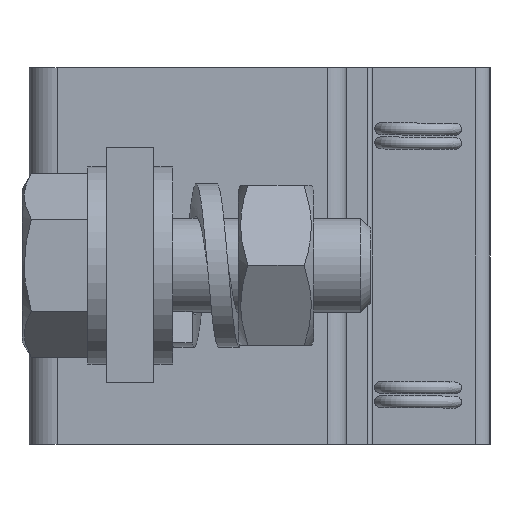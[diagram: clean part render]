
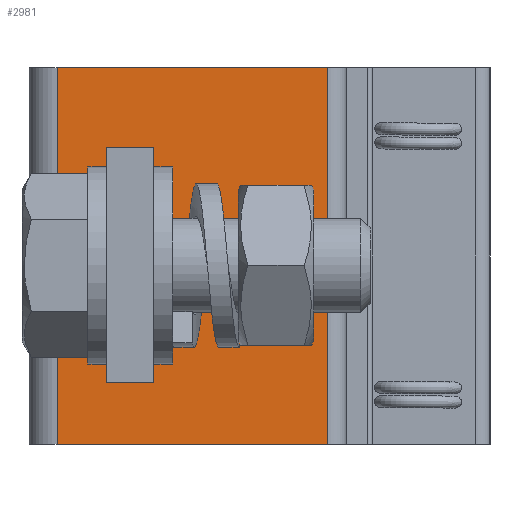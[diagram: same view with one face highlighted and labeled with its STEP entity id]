
A CAD part, left-side view. The second image highlights one B-rep face of the part: STEP entity #2981.
In plain terms, the highlighted planar face has unit normal (-1, 0, 0).
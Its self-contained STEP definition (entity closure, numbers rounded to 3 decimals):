
#210=LINE('',#4322,#381);
#211=LINE('',#4324,#382);
#212=LINE('',#4327,#383);
#213=LINE('',#4328,#384);
#214=LINE('',#4329,#385);
#215=LINE('',#4332,#386);
#216=LINE('',#4334,#387);
#217=LINE('',#4336,#388);
#381=VECTOR('',#3465,1000.);
#382=VECTOR('',#3468,1000.);
#383=VECTOR('',#3469,1000.);
#384=VECTOR('',#3470,1000.);
#385=VECTOR('',#3471,1000.);
#386=VECTOR('',#3472,1000.);
#387=VECTOR('',#3473,1000.);
#388=VECTOR('',#3474,1000.);
#707=ORIENTED_EDGE('',*,*,#1198,.T.);
#708=ORIENTED_EDGE('',*,*,#1199,.T.);
#709=ORIENTED_EDGE('',*,*,#1197,.F.);
#710=ORIENTED_EDGE('',*,*,#1200,.F.);
#711=ORIENTED_EDGE('',*,*,#1201,.F.);
#712=ORIENTED_EDGE('',*,*,#1202,.T.);
#713=ORIENTED_EDGE('',*,*,#1203,.T.);
#714=ORIENTED_EDGE('',*,*,#1204,.T.);
#1197=EDGE_CURVE('',#1458,#1457,#210,.T.);
#1198=EDGE_CURVE('',#1459,#1460,#211,.T.);
#1199=EDGE_CURVE('',#1460,#1457,#212,.T.);
#1200=EDGE_CURVE('',#1459,#1458,#213,.T.);
#1201=EDGE_CURVE('',#1461,#1462,#214,.T.);
#1202=EDGE_CURVE('',#1461,#1463,#215,.T.);
#1203=EDGE_CURVE('',#1463,#1464,#216,.T.);
#1204=EDGE_CURVE('',#1464,#1462,#217,.T.);
#1457=VERTEX_POINT('',#4319);
#1458=VERTEX_POINT('',#4321);
#1459=VERTEX_POINT('',#4325);
#1460=VERTEX_POINT('',#4326);
#1461=VERTEX_POINT('',#4330);
#1462=VERTEX_POINT('',#4331);
#1463=VERTEX_POINT('',#4333);
#1464=VERTEX_POINT('',#4335);
#1693=EDGE_LOOP('',(#707,#708,#709,#710));
#1694=EDGE_LOOP('',(#711,#712,#713,#714));
#1866=FACE_BOUND('',#1693,.T.);
#1867=FACE_BOUND('',#1694,.T.);
#2005=PLANE('',#3134);
#2981=ADVANCED_FACE('',(#1866,#1867),#2005,.F.);
#3134=AXIS2_PLACEMENT_3D('',#4323,#3466,#3467);
#3465=DIRECTION('',(0.,0.,-1.));
#3466=DIRECTION('',(1.,0.,0.));
#3467=DIRECTION('',(0.,1.,0.));
#3468=DIRECTION('',(0.,0.,-1.));
#3469=DIRECTION('',(0.,-1.,0.));
#3470=DIRECTION('',(0.,-1.,0.));
#3471=DIRECTION('',(0.,0.,1.));
#3472=DIRECTION('',(0.,1.,0.));
#3473=DIRECTION('',(0.,0.,1.));
#3474=DIRECTION('',(0.,-1.,0.));
#4319=CARTESIAN_POINT('',(-20.,-6.25,-4.));
#4321=CARTESIAN_POINT('',(-20.,-6.25,36.));
#4322=CARTESIAN_POINT('',(-20.,-6.25,34.));
#4323=CARTESIAN_POINT('',(-20.,22.5,34.));
#4324=CARTESIAN_POINT('',(-20.,22.5,34.));
#4325=CARTESIAN_POINT('',(-20.,22.5,36.));
#4326=CARTESIAN_POINT('',(-20.,22.5,-4.));
#4327=CARTESIAN_POINT('',(-20.,22.5,-4.));
#4328=CARTESIAN_POINT('',(-20.,22.5,36.));
#4329=CARTESIAN_POINT('',(-20.,12.25,15.));
#4330=CARTESIAN_POINT('',(-20.,12.25,2.5));
#4331=CARTESIAN_POINT('',(-20.,12.25,27.5));
#4332=CARTESIAN_POINT('',(-20.,12.25,2.5));
#4333=CARTESIAN_POINT('',(-20.,17.25,2.5));
#4334=CARTESIAN_POINT('',(-20.,17.25,15.));
#4335=CARTESIAN_POINT('',(-20.,17.25,27.5));
#4336=CARTESIAN_POINT('',(-20.,12.25,27.5));
